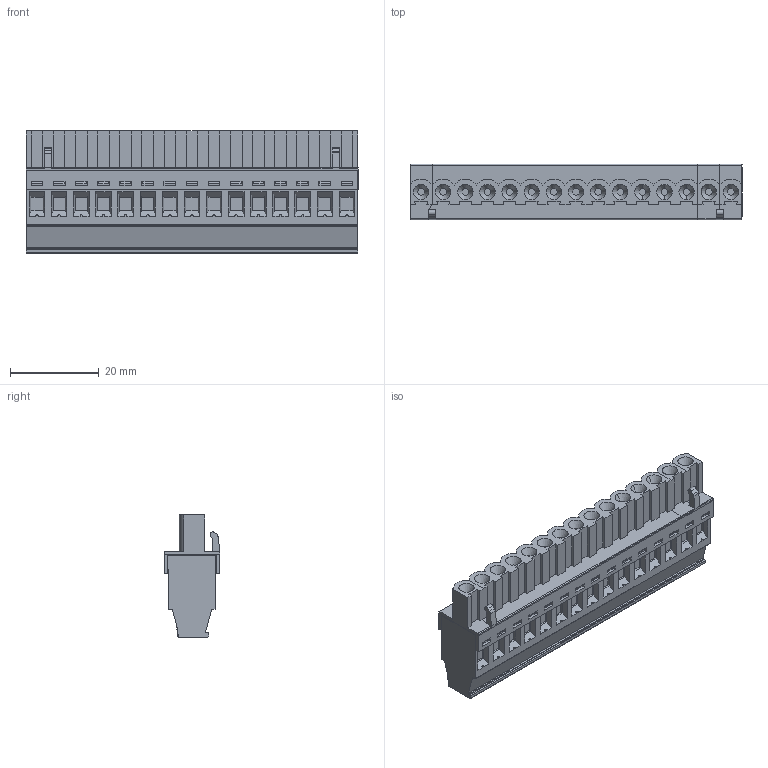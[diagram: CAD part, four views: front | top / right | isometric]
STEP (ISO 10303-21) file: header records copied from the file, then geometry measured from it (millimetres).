
FILE_DESCRIPTION(('STEP AP214'),'1');
FILE_NAME('SV15-5-F.stp','2020-03-24T11:19:50',(' '),(' '),'Spatial InterOp 3D',' ',' ');
FILE_SCHEMA(('AUTOMOTIVE_DESIGN { 1 0 10303 214 1 1 1 1 }'));
Length unit declared in the file: metre
Products named in the file (1): 1
Bounding box: 75 x 12.59 x 27.6 mm (x, y, z)
Volume: 16871 mm3; surface area: 8950.7 mm2
Topology: 1 solids, 1 shells, 897 faces, 2236 edges, 1476 vertices
Faces by surface type: plane 710, cylinder 152, cone 35
Full cylindrical faces by diameter (mm): 1.588 x12, 2.6 x13, 2.829 x13, 3.474 x1, 3.8 x13, 3.97 x13
Entity records: 32575 total; most frequent: CARTESIAN_POINT 4586, DIRECTION 4170, ORIENTED_EDGE 4142, EDGE_CURVE 2071, LINE 1674, VECTOR 1674, VERTEX_POINT 1401, AXIS2_PLACEMENT_3D 1248
